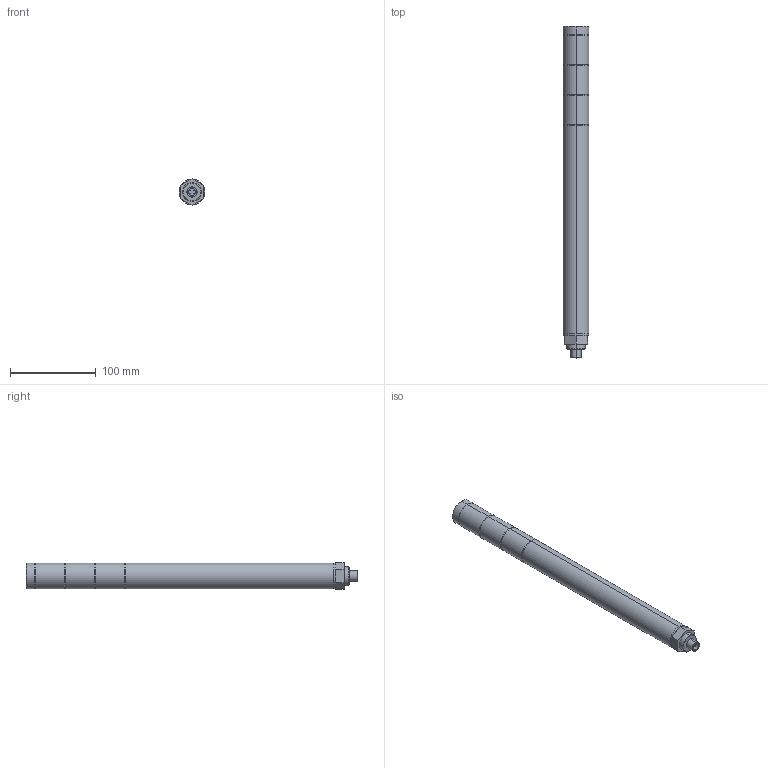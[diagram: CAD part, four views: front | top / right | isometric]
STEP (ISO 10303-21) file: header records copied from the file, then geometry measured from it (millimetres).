
FILE_DESCRIPTION (( 'STEP AP214' ), '1' );
FILE_NAME ('MP-302C-RYG.step', '2016-10-25T14:46:19', ( '' ), ( '' ), 'SwSTEP 2.0', 'SolidWorks 2016', '' );
FILE_SCHEMA (( 'AUTOMOTIVE_DESIGN' ));
Length unit declared in the file: millimetre
Products named in the file (1): MP-302C-RYG
Bounding box: 30 x 387 x 31.18 mm (x, y, z)
Volume: 252897.6 mm3; surface area: 48666 mm2
Topology: 12 solids, 13 shells, 114 faces, 239 edges, 148 vertices
Faces by surface type: plane 45, cylinder 39, torus 16, sphere 8, cone 6
Entity records: 3086 total; most frequent: DIRECTION 577, CARTESIAN_POINT 478, ORIENTED_EDGE 446, AXIS2_PLACEMENT_3D 239, EDGE_CURVE 223, VERTEX_POINT 140, EDGE_LOOP 125, CIRCLE 124
